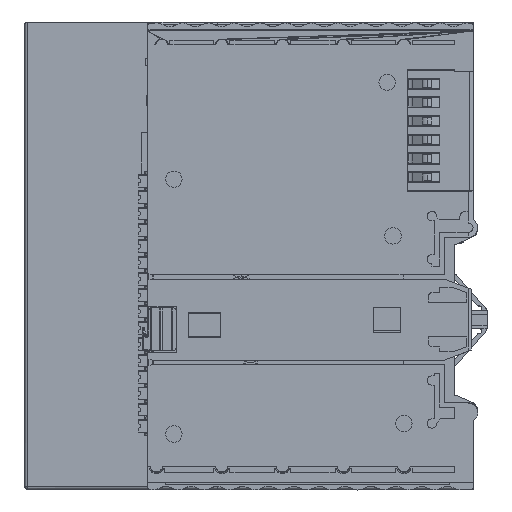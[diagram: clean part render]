
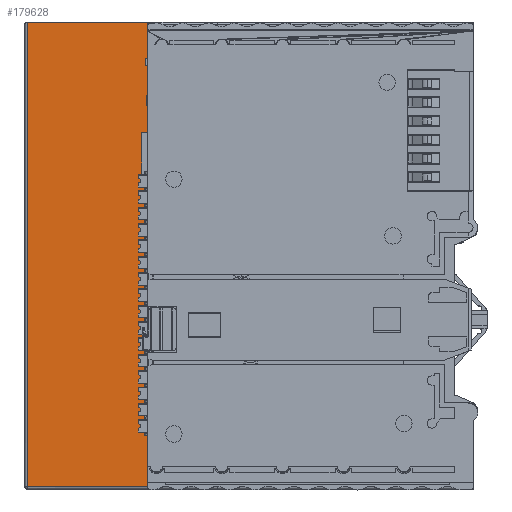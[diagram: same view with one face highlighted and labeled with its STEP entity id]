
A CAD part, left-side view. The second image highlights one B-rep face of the part: STEP entity #179628.
In plain terms, the highlighted planar face has unit normal (-1, 0, 0).
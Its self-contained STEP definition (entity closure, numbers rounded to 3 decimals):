
#7359 = VERTEX_POINT ( 'NONE', #35720 ) ;
#8594 = CARTESIAN_POINT ( 'NONE',  ( -4., 95.45, 50. ) ) ;
#10148 = VERTEX_POINT ( 'NONE', #179426 ) ;
#12787 = VERTEX_POINT ( 'NONE', #177737 ) ;
#13814 = PLANE ( 'NONE',  #136105 ) ;
#19955 = CARTESIAN_POINT ( 'NONE',  ( -4., 95.45, 50. ) ) ;
#23534 = VERTEX_POINT ( 'NONE', #19955 ) ;
#29316 = DIRECTION ( 'NONE',  ( 0., 0., -1. ) ) ;
#32230 = DIRECTION ( 'NONE',  ( 0., 0., 1. ) ) ;
#32384 = VECTOR ( 'NONE', #184329, 1000. ) ;
#35720 = CARTESIAN_POINT ( 'NONE',  ( -4., 95.45, -49.5 ) ) ;
#38551 = ORIENTED_EDGE ( 'NONE', *, *, #90812, .F. ) ;
#39060 = VECTOR ( 'NONE', #29316, 1000. ) ;
#42576 = ORIENTED_EDGE ( 'NONE', *, *, #68827, .T. ) ;
#43449 = VERTEX_POINT ( 'NONE', #105284 ) ;
#44874 = FACE_OUTER_BOUND ( 'NONE', #74569, .T. ) ;
#46732 = LINE ( 'NONE', #91352, #39060 ) ;
#52794 = EDGE_CURVE ( 'NONE', #23534, #7359, #156978, .T. ) ;
#66872 = LINE ( 'NONE', #8594, #32384 ) ;
#67065 = DIRECTION ( 'NONE',  ( 0., -1., 0. ) ) ;
#68827 = EDGE_CURVE ( 'NONE', #7359, #43449, #156330, .T. ) ;
#74569 = EDGE_LOOP ( 'NONE', ( #183735, #38551, #89207, #42576, #89547 ) ) ;
#81311 = DIRECTION ( 'NONE',  ( 0., 0., -1. ) ) ;
#89207 = ORIENTED_EDGE ( 'NONE', *, *, #52794, .T. ) ;
#89547 = ORIENTED_EDGE ( 'NONE', *, *, #102689, .F. ) ;
#90812 = EDGE_CURVE ( 'NONE', #23534, #12787, #66872, .T. ) ;
#91352 = CARTESIAN_POINT ( 'NONE',  ( -4., 69.7, 49.5 ) ) ;
#97490 = CIRCLE ( 'NONE', #190503, 0.5 ) ;
#102689 = EDGE_CURVE ( 'NONE', #10148, #43449, #46732, .T. ) ;
#104052 = DIRECTION ( 'NONE',  ( -1., 0., 0. ) ) ;
#105284 = CARTESIAN_POINT ( 'NONE',  ( -4., 69.7, -49.5 ) ) ;
#105958 = CARTESIAN_POINT ( 'NONE',  ( -4., 95.15, -50. ) ) ;
#122303 = CARTESIAN_POINT ( 'NONE',  ( -4., 69.2, 49.5 ) ) ;
#123262 = DIRECTION ( 'NONE',  ( 0., 0., 1. ) ) ;
#125085 = VECTOR ( 'NONE', #67065, 1000. ) ;
#126929 = CARTESIAN_POINT ( 'NONE',  ( -4., 95.45, 50. ) ) ;
#136105 = AXIS2_PLACEMENT_3D ( 'NONE', #105958, #104052, #32230 ) ;
#140818 = CARTESIAN_POINT ( 'NONE',  ( -4., 95.45, -49.5 ) ) ;
#143326 = VECTOR ( 'NONE', #81311, 1000. ) ;
#151433 = DIRECTION ( 'NONE',  ( -1., 0., 0. ) ) ;
#156330 = LINE ( 'NONE', #140818, #125085 ) ;
#156978 = LINE ( 'NONE', #126929, #143326 ) ;
#177737 = CARTESIAN_POINT ( 'NONE',  ( -4., 69.2, 50. ) ) ;
#179426 = CARTESIAN_POINT ( 'NONE',  ( -4., 69.7, 49.5 ) ) ;
#179628 = ADVANCED_FACE ( 'NONE', ( #44874 ), #13814, .T. ) ;
#183735 = ORIENTED_EDGE ( 'NONE', *, *, #189458, .F. ) ;
#184329 = DIRECTION ( 'NONE',  ( 0., -1., 0. ) ) ;
#189458 = EDGE_CURVE ( 'NONE', #12787, #10148, #97490, .T. ) ;
#190503 = AXIS2_PLACEMENT_3D ( 'NONE', #122303, #151433, #123262 ) ;
